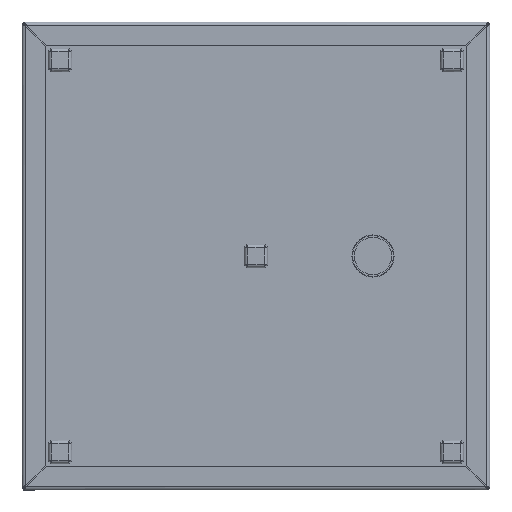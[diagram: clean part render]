
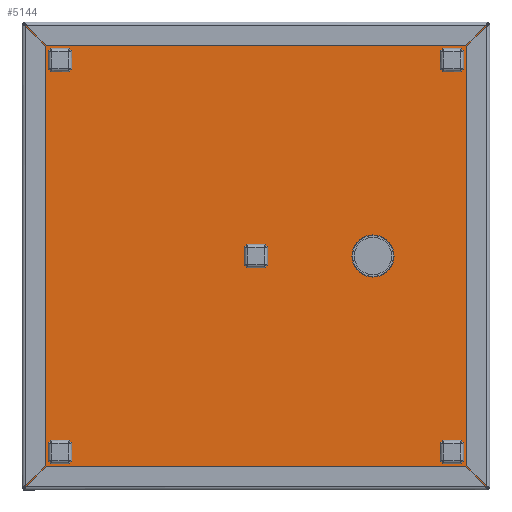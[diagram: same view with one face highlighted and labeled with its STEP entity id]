
A CAD part, front view. The second image highlights one B-rep face of the part: STEP entity #5144.
In plain terms, the highlighted planar face has unit normal (0, -1, 0).
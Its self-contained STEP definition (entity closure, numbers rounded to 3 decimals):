
#61 = VECTOR ( 'NONE', #1251, 1000. ) ;
#142 = CIRCLE ( 'NONE', #7009, 36. ) ;
#325 = LINE ( 'NONE', #8110, #9727 ) ;
#499 = DIRECTION ( 'NONE',  ( 0., 0., 1. ) ) ;
#535 = ORIENTED_EDGE ( 'NONE', *, *, #7123, .F. ) ;
#628 = LINE ( 'NONE', #5273, #6597 ) ;
#744 = EDGE_LOOP ( 'NONE', ( #3478, #5724, #535, #7033 ) ) ;
#911 = ORIENTED_EDGE ( 'NONE', *, *, #9358, .T. ) ;
#1073 = CARTESIAN_POINT ( 'NONE',  ( -200., -3., 0. ) ) ;
#1118 = DIRECTION ( 'NONE',  ( 0., 1., 0. ) ) ;
#1251 = DIRECTION ( 'NONE',  ( 0., 0., -1. ) ) ;
#1334 = CARTESIAN_POINT ( 'NONE',  ( -394., -3., -394. ) ) ;
#1467 = EDGE_LOOP ( 'NONE', ( #911, #7926 ) ) ;
#1672 = EDGE_CURVE ( 'NONE', #8406, #8687, #1811, .T. ) ;
#1811 = CIRCLE ( 'NONE', #9012, 36. ) ;
#2006 = DIRECTION ( 'NONE',  ( 0., 0., 1. ) ) ;
#2412 = PLANE ( 'NONE',  #9482 ) ;
#2464 = FACE_OUTER_BOUND ( 'NONE', #744, .T. ) ;
#2821 = DIRECTION ( 'NONE',  ( 1., 0., 0. ) ) ;
#3166 = CARTESIAN_POINT ( 'NONE',  ( -200., -3., -36. ) ) ;
#3175 = VERTEX_POINT ( 'NONE', #5952 ) ;
#3478 = ORIENTED_EDGE ( 'NONE', *, *, #5165, .F. ) ;
#3507 = CARTESIAN_POINT ( 'NONE',  ( -200., -3., 36. ) ) ;
#3705 = CARTESIAN_POINT ( 'NONE',  ( -394., -3., 394. ) ) ;
#3741 = VECTOR ( 'NONE', #6841, 1000. ) ;
#4028 = FACE_BOUND ( 'NONE', #1467, .T. ) ;
#4310 = CARTESIAN_POINT ( 'NONE',  ( -200., -3., 0. ) ) ;
#4366 = CARTESIAN_POINT ( 'NONE',  ( 394., -3., -394. ) ) ;
#4868 = EDGE_CURVE ( 'NONE', #9283, #7375, #628, .T. ) ;
#5055 = LINE ( 'NONE', #4366, #61 ) ;
#5144 = ADVANCED_FACE ( 'NONE', ( #4028, #2464 ), #2412, .F. ) ;
#5165 = EDGE_CURVE ( 'NONE', #3175, #9283, #5055, .T. ) ;
#5273 = CARTESIAN_POINT ( 'NONE',  ( -394., -3., -394. ) ) ;
#5462 = DIRECTION ( 'NONE',  ( 0., 0., 1. ) ) ;
#5618 = CARTESIAN_POINT ( 'NONE',  ( 0., -3., 0. ) ) ;
#5724 = ORIENTED_EDGE ( 'NONE', *, *, #9257, .F. ) ;
#5952 = CARTESIAN_POINT ( 'NONE',  ( 394., -3., 394. ) ) ;
#6048 = LINE ( 'NONE', #1334, #3741 ) ;
#6323 = DIRECTION ( 'NONE',  ( 0., 1., 0. ) ) ;
#6597 = VECTOR ( 'NONE', #8379, 1000. ) ;
#6841 = DIRECTION ( 'NONE',  ( 0., 0., 1. ) ) ;
#6997 = VERTEX_POINT ( 'NONE', #3705 ) ;
#7009 = AXIS2_PLACEMENT_3D ( 'NONE', #1073, #1118, #2006 ) ;
#7033 = ORIENTED_EDGE ( 'NONE', *, *, #4868, .F. ) ;
#7123 = EDGE_CURVE ( 'NONE', #7375, #6997, #6048, .T. ) ;
#7346 = CARTESIAN_POINT ( 'NONE',  ( 394., -3., -394. ) ) ;
#7375 = VERTEX_POINT ( 'NONE', #8834 ) ;
#7926 = ORIENTED_EDGE ( 'NONE', *, *, #1672, .T. ) ;
#8110 = CARTESIAN_POINT ( 'NONE',  ( -394., -3., 394. ) ) ;
#8379 = DIRECTION ( 'NONE',  ( -1., 0., 0. ) ) ;
#8406 = VERTEX_POINT ( 'NONE', #3166 ) ;
#8687 = VERTEX_POINT ( 'NONE', #3507 ) ;
#8764 = DIRECTION ( 'NONE',  ( 0., 1., 0. ) ) ;
#8834 = CARTESIAN_POINT ( 'NONE',  ( -394., -3., -394. ) ) ;
#9012 = AXIS2_PLACEMENT_3D ( 'NONE', #4310, #8764, #499 ) ;
#9257 = EDGE_CURVE ( 'NONE', #6997, #3175, #325, .T. ) ;
#9283 = VERTEX_POINT ( 'NONE', #7346 ) ;
#9358 = EDGE_CURVE ( 'NONE', #8687, #8406, #142, .T. ) ;
#9482 = AXIS2_PLACEMENT_3D ( 'NONE', #5618, #6323, #5462 ) ;
#9727 = VECTOR ( 'NONE', #2821, 1000. ) ;
